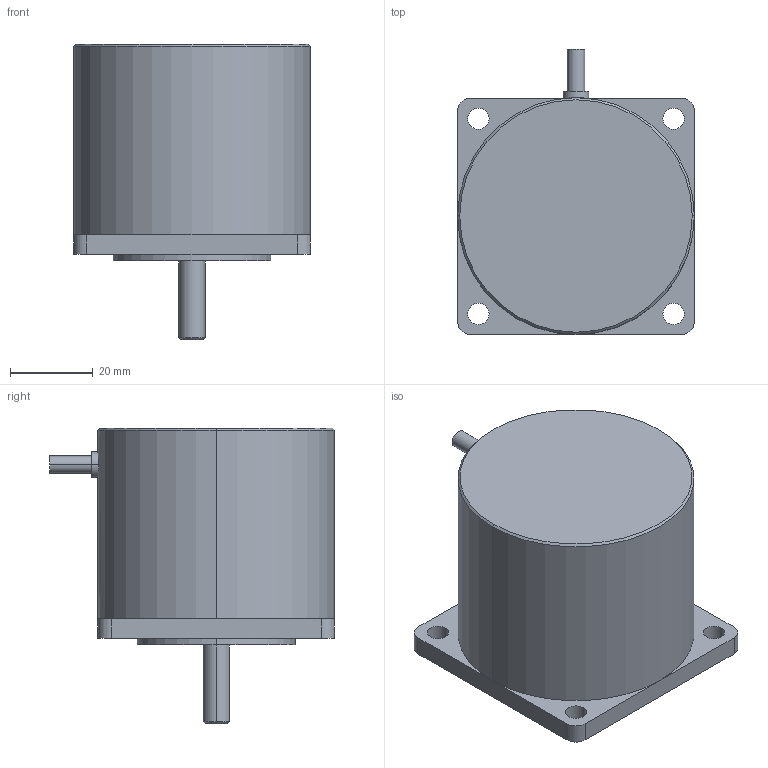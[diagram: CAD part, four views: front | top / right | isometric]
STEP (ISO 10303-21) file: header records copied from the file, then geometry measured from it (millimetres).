
FILE_DESCRIPTION (( 'STEP AP203' ), '1' );
FILE_NAME ('EMR57 RESOLVER.STEP', '2021-11-11T22:47:12', ( '' ), ( '' ), 'SwSTEP 2.0', 'SolidWorks 2021', '' );
FILE_SCHEMA (( 'CONFIG_CONTROL_DESIGN' ));
Length unit declared in the file: inch
Products named in the file (1): EMR57 RESOLVER
Bounding box: 57.15 x 68.83 x 71.42 mm (x, y, z)
Volume: 135779 mm3; surface area: 16659.4 mm2
Topology: 1 solids, 1 shells, 40 faces, 92 edges, 58 vertices
Faces by surface type: cylinder 22, plane 14, cone 4
Entity records: 1301 total; most frequent: CARTESIAN_POINT 257, DIRECTION 220, ORIENTED_EDGE 184, EDGE_CURVE 92, AXIS2_PLACEMENT_3D 89, VERTEX_POINT 58, EDGE_LOOP 52, CIRCLE 48
